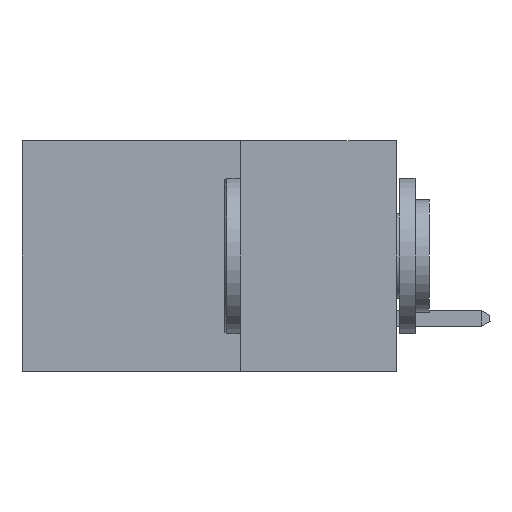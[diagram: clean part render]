
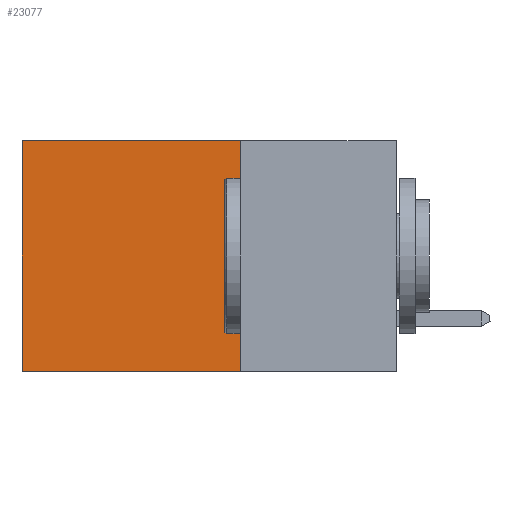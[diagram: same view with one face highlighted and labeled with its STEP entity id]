
A CAD part, left-side view. The second image highlights one B-rep face of the part: STEP entity #23077.
In plain terms, the highlighted planar face has unit normal (-1, 0, 0).
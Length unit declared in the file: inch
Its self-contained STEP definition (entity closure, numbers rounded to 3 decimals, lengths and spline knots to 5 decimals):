
#576 = CARTESIAN_POINT ( 'NONE',  ( 0.298, 0.25, 0. ) ) ;
#716 = EDGE_CURVE ( 'NONE', #19197, #23087, #26009, .T. ) ;
#1677 = LINE ( 'NONE', #17484, #17663 ) ;
#2166 = DIRECTION ( 'NONE',  ( 1., 0., 0. ) ) ;
#4083 = PLANE ( 'NONE',  #6373 ) ;
#6373 = AXIS2_PLACEMENT_3D ( 'NONE', #12759, #2166, #22871 ) ;
#6484 = CARTESIAN_POINT ( 'NONE',  ( 0.298, 0.25, -0.37 ) ) ;
#9131 = EDGE_CURVE ( 'NONE', #19197, #17664, #25519, .T. ) ;
#9138 = DIRECTION ( 'NONE',  ( 0., 0., -1. ) ) ;
#9171 = DIRECTION ( 'NONE',  ( 0., 0., -1. ) ) ;
#9408 = VECTOR ( 'NONE', #16829, 39.37008 ) ;
#9432 = ORIENTED_EDGE ( 'NONE', *, *, #716, .T. ) ;
#9860 = LINE ( 'NONE', #6484, #12747 ) ;
#9863 = ORIENTED_EDGE ( 'NONE', *, *, #26276, .F. ) ;
#10761 = CARTESIAN_POINT ( 'NONE',  ( 0.298, 0.6, -0.37 ) ) ;
#12747 = VECTOR ( 'NONE', #21247, 39.37008 ) ;
#12759 = CARTESIAN_POINT ( 'NONE',  ( 0.298, 0.25, 0. ) ) ;
#12805 = VECTOR ( 'NONE', #9171, 39.37008 ) ;
#12979 = CARTESIAN_POINT ( 'NONE',  ( 0.298, 0.25, -0.37 ) ) ;
#13071 = VERTEX_POINT ( 'NONE', #10761 ) ;
#13768 = CARTESIAN_POINT ( 'NONE',  ( 0.298, 0.25, 0. ) ) ;
#16245 = ORIENTED_EDGE ( 'NONE', *, *, #17912, .T. ) ;
#16829 = DIRECTION ( 'NONE',  ( 0., 1., 0. ) ) ;
#17484 = CARTESIAN_POINT ( 'NONE',  ( 0.298, 0.6, 0. ) ) ;
#17663 = VECTOR ( 'NONE', #9138, 39.37008 ) ;
#17664 = VERTEX_POINT ( 'NONE', #12979 ) ;
#17912 = EDGE_CURVE ( 'NONE', #23087, #13071, #1677, .T. ) ;
#19089 = FACE_OUTER_BOUND ( 'NONE', #26418, .T. ) ;
#19197 = VERTEX_POINT ( 'NONE', #13768 ) ;
#20707 = CARTESIAN_POINT ( 'NONE',  ( 0.298, 0.6, 0. ) ) ;
#21043 = CARTESIAN_POINT ( 'NONE',  ( 0.298, 0.25, 0. ) ) ;
#21247 = DIRECTION ( 'NONE',  ( 0., 1., 0. ) ) ;
#21415 = ORIENTED_EDGE ( 'NONE', *, *, #9131, .F. ) ;
#22871 = DIRECTION ( 'NONE',  ( 0., 0., -1. ) ) ;
#23077 = ADVANCED_FACE ( 'NONE', ( #19089 ), #4083, .F. ) ;
#23087 = VERTEX_POINT ( 'NONE', #20707 ) ;
#25519 = LINE ( 'NONE', #576, #12805 ) ;
#26009 = LINE ( 'NONE', #21043, #9408 ) ;
#26276 = EDGE_CURVE ( 'NONE', #17664, #13071, #9860, .T. ) ;
#26418 = EDGE_LOOP ( 'NONE', ( #16245, #9863, #21415, #9432 ) ) ;
